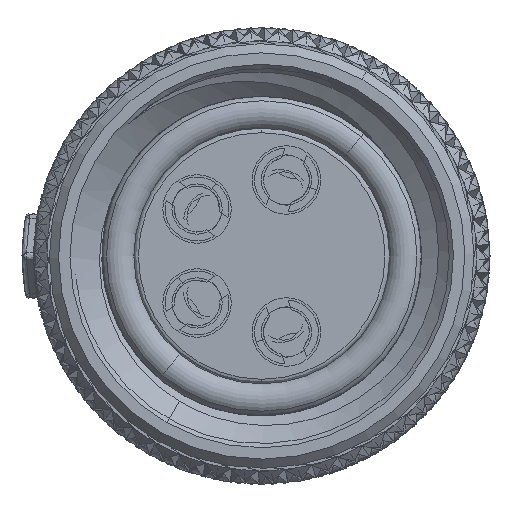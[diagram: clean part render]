
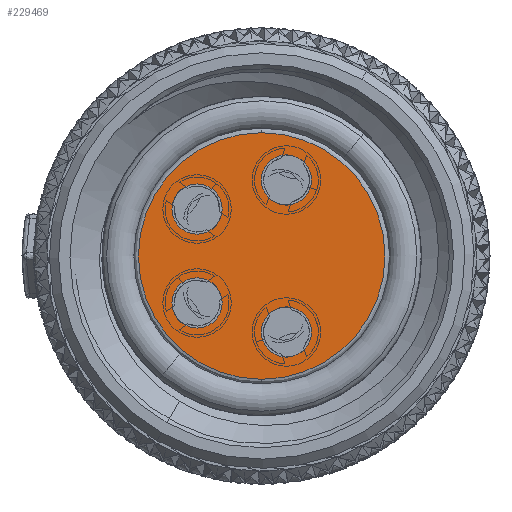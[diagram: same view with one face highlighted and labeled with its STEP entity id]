
A CAD part, left-side view. The second image highlights one B-rep face of the part: STEP entity #229469.
In plain terms, the highlighted planar face has unit normal (-1, 0, 0).
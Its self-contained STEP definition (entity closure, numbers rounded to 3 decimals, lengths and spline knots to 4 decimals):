
#6369 = ORIENTED_EDGE ( 'NONE', *, *, #198716, .F. ) ;
#8421 = AXIS2_PLACEMENT_3D ( 'NONE', #290237, #245911, #270965 ) ;
#10163 = ORIENTED_EDGE ( 'NONE', *, *, #274275, .T. ) ;
#11929 = DIRECTION ( 'NONE',  ( 1., 0., 0. ) ) ;
#12016 = AXIS2_PLACEMENT_3D ( 'NONE', #181011, #120369, #139635 ) ;
#14866 = CARTESIAN_POINT ( 'NONE',  ( -6., 0., 0. ) ) ;
#15509 = DIRECTION ( 'NONE',  ( -1., 0., 0. ) ) ;
#15687 = VERTEX_POINT ( 'NONE', #242622 ) ;
#16325 = DIRECTION ( 'NONE',  ( 0., 0., -1. ) ) ;
#20706 = CARTESIAN_POINT ( 'NONE',  ( -6., 0., -2.7 ) ) ;
#21627 = EDGE_LOOP ( 'NONE', ( #96726, #6369 ) ) ;
#22293 = VERTEX_POINT ( 'NONE', #98233 ) ;
#26773 = DIRECTION ( 'NONE',  ( 0., 0., 1. ) ) ;
#30184 = CARTESIAN_POINT ( 'NONE',  ( -6., 1.4158, 0.4786 ) ) ;
#37969 = EDGE_LOOP ( 'NONE', ( #228633, #110071 ) ) ;
#39329 = CARTESIAN_POINT ( 'NONE',  ( -6., -0.5408, -1.1143 ) ) ;
#39933 = FACE_BOUND ( 'NONE', #21627, .T. ) ;
#41535 = CARTESIAN_POINT ( 'NONE',  ( -6., 1.4158, 1.5786 ) ) ;
#43051 = EDGE_LOOP ( 'NONE', ( #105167, #10163 ) ) ;
#43733 = CIRCLE ( 'NONE', #256011, 0.55 ) ;
#46061 = CARTESIAN_POINT ( 'NONE',  ( -6., -0.5408, 1.6643 ) ) ;
#48952 = DIRECTION ( 'NONE',  ( 0., 0., 1. ) ) ;
#51127 = CIRCLE ( 'NONE', #98328, 0.55 ) ;
#54623 = EDGE_CURVE ( 'NONE', #129676, #15687, #51127, .T. ) ;
#55772 = CIRCLE ( 'NONE', #192341, 0.55 ) ;
#62075 = FACE_OUTER_BOUND ( 'NONE', #43051, .T. ) ;
#70618 = DIRECTION ( 'NONE',  ( -1., 0., 0. ) ) ;
#72265 = CARTESIAN_POINT ( 'NONE',  ( -6., 1.4158, 1.0286 ) ) ;
#72441 = EDGE_CURVE ( 'NONE', #22293, #177419, #153512, .T. ) ;
#74324 = AXIS2_PLACEMENT_3D ( 'NONE', #14866, #11929, #16325 ) ;
#75562 = VERTEX_POINT ( 'NONE', #155062 ) ;
#80064 = DIRECTION ( 'NONE',  ( -1., 0., 0. ) ) ;
#87776 = DIRECTION ( 'NONE',  ( 0., 0., -1. ) ) ;
#90842 = ORIENTED_EDGE ( 'NONE', *, *, #157839, .F. ) ;
#92763 = CARTESIAN_POINT ( 'NONE',  ( -6., 1.4158, -1.0286 ) ) ;
#93389 = CIRCLE ( 'NONE', #8421, 0.55 ) ;
#95517 = EDGE_CURVE ( 'NONE', #123642, #177651, #43733, .T. ) ;
#96130 = DIRECTION ( 'NONE',  ( -1., 0., 0. ) ) ;
#96726 = ORIENTED_EDGE ( 'NONE', *, *, #95517, .F. ) ;
#98233 = CARTESIAN_POINT ( 'NONE',  ( -6., 1.4158, -1.5786 ) ) ;
#98328 = AXIS2_PLACEMENT_3D ( 'NONE', #46061, #206928, #48952 ) ;
#101097 = AXIS2_PLACEMENT_3D ( 'NONE', #72265, #205172, #184471 ) ;
#105167 = ORIENTED_EDGE ( 'NONE', *, *, #187242, .T. ) ;
#110071 = ORIENTED_EDGE ( 'NONE', *, *, #72441, .F. ) ;
#112340 = DIRECTION ( 'NONE',  ( -1., 0., 0. ) ) ;
#115799 = EDGE_LOOP ( 'NONE', ( #242088, #90842 ) ) ;
#118610 = CARTESIAN_POINT ( 'NONE',  ( -6., -0.5408, -2.2143 ) ) ;
#120369 = DIRECTION ( 'NONE',  ( -1., 0., 0. ) ) ;
#123642 = VERTEX_POINT ( 'NONE', #39329 ) ;
#129182 = CARTESIAN_POINT ( 'NONE',  ( -6., 0., 0. ) ) ;
#129676 = VERTEX_POINT ( 'NONE', #262959 ) ;
#130257 = EDGE_CURVE ( 'NONE', #15687, #129676, #93389, .T. ) ;
#131285 = AXIS2_PLACEMENT_3D ( 'NONE', #167425, #145300, #170379 ) ;
#137096 = VERTEX_POINT ( 'NONE', #30184 ) ;
#137501 = VERTEX_POINT ( 'NONE', #41535 ) ;
#137576 = CARTESIAN_POINT ( 'NONE',  ( -6., -0.5408, -1.6643 ) ) ;
#137846 = CARTESIAN_POINT ( 'NONE',  ( -6., 1.4158, -0.4786 ) ) ;
#138874 = CIRCLE ( 'NONE', #101097, 0.55 ) ;
#139635 = DIRECTION ( 'NONE',  ( 0., 0., 1. ) ) ;
#145300 = DIRECTION ( 'NONE',  ( -1., 0., 0. ) ) ;
#147772 = FACE_BOUND ( 'NONE', #263257, .T. ) ;
#149234 = PLANE ( 'NONE',  #74324 ) ;
#153512 = CIRCLE ( 'NONE', #12016, 0.55 ) ;
#154883 = CIRCLE ( 'NONE', #258571, 2.7 ) ;
#155062 = CARTESIAN_POINT ( 'NONE',  ( -6., 0., 2.7 ) ) ;
#156111 = AXIS2_PLACEMENT_3D ( 'NONE', #156633, #112340, #246716 ) ;
#156633 = CARTESIAN_POINT ( 'NONE',  ( -6., -0.5408, -1.6643 ) ) ;
#157839 = EDGE_CURVE ( 'NONE', #137096, #137501, #138874, .T. ) ;
#167425 = CARTESIAN_POINT ( 'NONE',  ( -6., 0., 0. ) ) ;
#170379 = DIRECTION ( 'NONE',  ( 0., 0., -1. ) ) ;
#177419 = VERTEX_POINT ( 'NONE', #137846 ) ;
#177651 = VERTEX_POINT ( 'NONE', #118610 ) ;
#181011 = CARTESIAN_POINT ( 'NONE',  ( -6., 1.4158, -1.0286 ) ) ;
#184471 = DIRECTION ( 'NONE',  ( 0., 0., 1. ) ) ;
#187242 = EDGE_CURVE ( 'NONE', #195545, #75562, #277570, .T. ) ;
#189147 = EDGE_CURVE ( 'NONE', #137501, #137096, #272947, .T. ) ;
#192341 = AXIS2_PLACEMENT_3D ( 'NONE', #92763, #70618, #202113 ) ;
#193733 = DIRECTION ( 'NONE',  ( 0., 0., 1. ) ) ;
#195545 = VERTEX_POINT ( 'NONE', #20706 ) ;
#197461 = AXIS2_PLACEMENT_3D ( 'NONE', #235143, #80064, #193733 ) ;
#198716 = EDGE_CURVE ( 'NONE', #177651, #123642, #245724, .T. ) ;
#202113 = DIRECTION ( 'NONE',  ( 0., 0., 1. ) ) ;
#205172 = DIRECTION ( 'NONE',  ( -1., 0., 0. ) ) ;
#206928 = DIRECTION ( 'NONE',  ( -1., 0., 0. ) ) ;
#228633 = ORIENTED_EDGE ( 'NONE', *, *, #273083, .F. ) ;
#229469 = ADVANCED_FACE ( 'NONE', ( #62075, #39933, #147772, #283663, #236392 ), #149234, .F. ) ;
#235143 = CARTESIAN_POINT ( 'NONE',  ( -6., 1.4158, 1.0286 ) ) ;
#236392 = FACE_BOUND ( 'NONE', #37969, .T. ) ;
#242088 = ORIENTED_EDGE ( 'NONE', *, *, #189147, .F. ) ;
#242622 = CARTESIAN_POINT ( 'NONE',  ( -6., -0.5408, 2.2143 ) ) ;
#245724 = CIRCLE ( 'NONE', #156111, 0.55 ) ;
#245911 = DIRECTION ( 'NONE',  ( -1., 0., 0. ) ) ;
#246716 = DIRECTION ( 'NONE',  ( 0., 0., 1. ) ) ;
#256011 = AXIS2_PLACEMENT_3D ( 'NONE', #137576, #96130, #26773 ) ;
#257999 = ORIENTED_EDGE ( 'NONE', *, *, #54623, .F. ) ;
#258571 = AXIS2_PLACEMENT_3D ( 'NONE', #129182, #15509, #87776 ) ;
#262959 = CARTESIAN_POINT ( 'NONE',  ( -6., -0.5408, 1.1143 ) ) ;
#263257 = EDGE_LOOP ( 'NONE', ( #285020, #257999 ) ) ;
#270965 = DIRECTION ( 'NONE',  ( 0., 0., 1. ) ) ;
#272947 = CIRCLE ( 'NONE', #197461, 0.55 ) ;
#273083 = EDGE_CURVE ( 'NONE', #177419, #22293, #55772, .T. ) ;
#274275 = EDGE_CURVE ( 'NONE', #75562, #195545, #154883, .T. ) ;
#277570 = CIRCLE ( 'NONE', #131285, 2.7 ) ;
#283663 = FACE_BOUND ( 'NONE', #115799, .T. ) ;
#285020 = ORIENTED_EDGE ( 'NONE', *, *, #130257, .F. ) ;
#290237 = CARTESIAN_POINT ( 'NONE',  ( -6., -0.5408, 1.6643 ) ) ;
